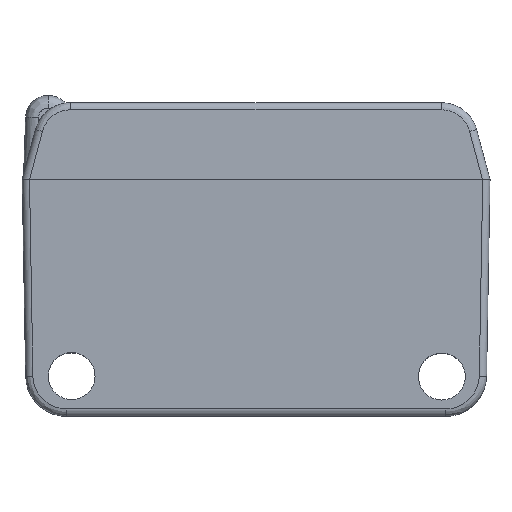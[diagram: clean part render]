
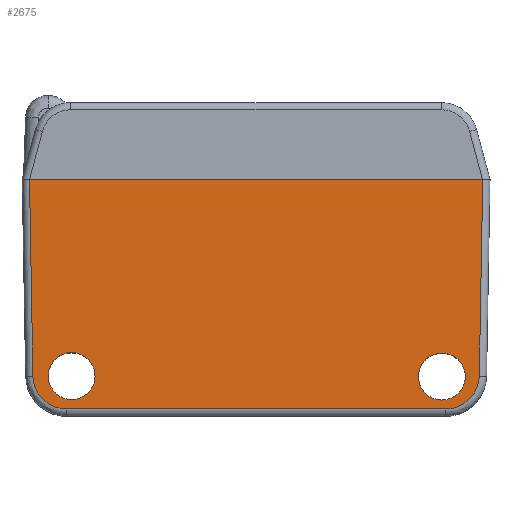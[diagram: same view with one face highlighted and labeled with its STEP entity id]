
A CAD part, top view. The second image highlights one B-rep face of the part: STEP entity #2675.
In plain terms, the highlighted planar face has unit normal (0, 0, 1).
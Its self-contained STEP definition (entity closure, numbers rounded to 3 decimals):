
#257 = VECTOR ( 'NONE', #17862, 1000. ) ;
#347 = CARTESIAN_POINT ( 'NONE',  ( 15.306, -13.44, 5.996 ) ) ;
#498 = CARTESIAN_POINT ( 'NONE',  ( -14.299, -13.443, 5.996 ) ) ;
#635 = ORIENTED_EDGE ( 'NONE', *, *, #7498, .F. ) ;
#702 = EDGE_LOOP ( 'NONE', ( #21359, #9263 ) ) ;
#766 = CARTESIAN_POINT ( 'NONE',  ( 12.733, -13.475, 5.996 ) ) ;
#775 = CARTESIAN_POINT ( 'NONE',  ( -15.584, 0.03, 5.996 ) ) ;
#1433 = CIRCLE ( 'NONE', #20760, 1.61 ) ;
#1506 = VERTEX_POINT ( 'NONE', #775 ) ;
#1912 = FACE_OUTER_BOUND ( 'NONE', #17585, .T. ) ;
#2067 = ORIENTED_EDGE ( 'NONE', *, *, #13019, .F. ) ;
#2096 = CARTESIAN_POINT ( 'NONE',  ( 15.283, -14.769, 5.996 ) ) ;
#2170 = EDGE_CURVE ( 'NONE', #9233, #12024, #2707, .T. ) ;
#2200 = DIRECTION ( 'NONE',  ( -1., 0., 0. ) ) ;
#2379 = CARTESIAN_POINT ( 'NONE',  ( 13.006, -15.7, 5.996 ) ) ;
#2507 = VECTOR ( 'NONE', #5964, 1000. ) ;
#2616 = VERTEX_POINT ( 'NONE', #12044 ) ;
#2675 = ADVANCED_FACE ( 'NONE', ( #3192, #6303, #1912 ), #5508, .F. ) ;
#2707 = CIRCLE ( 'NONE', #11245, 1.615 ) ;
#2872 = CARTESIAN_POINT ( 'NONE',  ( 15.541, 0.03, 5.996 ) ) ;
#3192 = FACE_BOUND ( 'NONE', #702, .T. ) ;
#3217 = DIRECTION ( 'NONE',  ( -1., 0., 0. ) ) ;
#3273 = EDGE_CURVE ( 'NONE', #2616, #15205, #18489, .T. ) ;
#3474 = AXIS2_PLACEMENT_3D ( 'NONE', #766, #18870, #19085 ) ;
#3528 =( BOUNDED_CURVE ( )  B_SPLINE_CURVE ( 3, ( #18659, #17047, #7209, #20402 ),
 .UNSPECIFIED., .F., .F. ) 
 B_SPLINE_CURVE_WITH_KNOTS ( ( 4, 4 ),
 ( 0., 1. ),
 .UNSPECIFIED. ) 
 CURVE ( )  GEOMETRIC_REPRESENTATION_ITEM ( )  RATIONAL_B_SPLINE_CURVE ( ( 1., 0.809, 0.809, 1. ) ) 
 REPRESENTATION_ITEM ( '' )  );
#3830 = DIRECTION ( 'NONE',  ( -0.017, 1., 0. ) ) ;
#5297 = DIRECTION ( 'NONE',  ( 0., 0., -1. ) ) ;
#5320 = CARTESIAN_POINT ( 'NONE',  ( 13.006, -15.7, 5.996 ) ) ;
#5500 = VERTEX_POINT ( 'NONE', #6110 ) ;
#5508 = PLANE ( 'NONE',  #8500 ) ;
#5755 = CARTESIAN_POINT ( 'NONE',  ( -12.689, -13.443, 5.996 ) ) ;
#5835 = VERTEX_POINT ( 'NONE', #11191 ) ;
#5964 = DIRECTION ( 'NONE',  ( -0.017, -1., 0. ) ) ;
#6110 = CARTESIAN_POINT ( 'NONE',  ( -15.349, -13.44, 5.996 ) ) ;
#6303 = FACE_BOUND ( 'NONE', #14434, .T. ) ;
#6556 = CARTESIAN_POINT ( 'NONE',  ( 12.733, -13.475, 5.996 ) ) ;
#6974 = VECTOR ( 'NONE', #3830, 1000. ) ;
#7145 = DIRECTION ( 'NONE',  ( -1., 0., 0. ) ) ;
#7209 = CARTESIAN_POINT ( 'NONE',  ( -15.326, -14.769, 5.996 ) ) ;
#7464 = VERTEX_POINT ( 'NONE', #8791 ) ;
#7498 = EDGE_CURVE ( 'NONE', #5500, #1506, #15800, .T. ) ;
#7544 = CARTESIAN_POINT ( 'NONE',  ( 14.335, -15.7, 5.996 ) ) ;
#7616 = DIRECTION ( 'NONE',  ( 0., 0., 1. ) ) ;
#7928 = DIRECTION ( 'NONE',  ( -1., 0., 0. ) ) ;
#8500 = AXIS2_PLACEMENT_3D ( 'NONE', #18595, #5297, #7145 ) ;
#8695 = EDGE_CURVE ( 'NONE', #5835, #5500, #3528, .T. ) ;
#8791 = CARTESIAN_POINT ( 'NONE',  ( 15.541, 0.03, 5.996 ) ) ;
#9018 = EDGE_CURVE ( 'NONE', #1506, #7464, #19993, .T. ) ;
#9233 = VERTEX_POINT ( 'NONE', #9821 ) ;
#9263 = ORIENTED_EDGE ( 'NONE', *, *, #3273, .F. ) ;
#9582 = ORIENTED_EDGE ( 'NONE', *, *, #10112, .F. ) ;
#9821 = CARTESIAN_POINT ( 'NONE',  ( 14.348, -13.475, 5.996 ) ) ;
#10012 = VERTEX_POINT ( 'NONE', #5320 ) ;
#10101 = ORIENTED_EDGE ( 'NONE', *, *, #19885, .F. ) ;
#10112 = EDGE_CURVE ( 'NONE', #11334, #10012, #16313, .T. ) ;
#10801 = ORIENTED_EDGE ( 'NONE', *, *, #17211, .F. ) ;
#11174 = CARTESIAN_POINT ( 'NONE',  ( 11.118, -13.475, 5.996 ) ) ;
#11189 = CARTESIAN_POINT ( 'NONE',  ( 16.054, 0.03, 5.996 ) ) ;
#11191 = CARTESIAN_POINT ( 'NONE',  ( -13.049, -15.7, 5.996 ) ) ;
#11245 = AXIS2_PLACEMENT_3D ( 'NONE', #6556, #11772, #3217 ) ;
#11334 = VERTEX_POINT ( 'NONE', #19867 ) ;
#11415 = AXIS2_PLACEMENT_3D ( 'NONE', #5755, #7616, #13909 ) ;
#11772 = DIRECTION ( 'NONE',  ( 0., 0., 1. ) ) ;
#11835 = ORIENTED_EDGE ( 'NONE', *, *, #8695, .F. ) ;
#12024 = VERTEX_POINT ( 'NONE', #11174 ) ;
#12044 = CARTESIAN_POINT ( 'NONE',  ( -11.08, -13.443, 5.996 ) ) ;
#12569 = CARTESIAN_POINT ( 'NONE',  ( 16.054, -15.7, 5.996 ) ) ;
#12848 = CARTESIAN_POINT ( 'NONE',  ( -12.689, -13.443, 5.996 ) ) ;
#12960 = ORIENTED_EDGE ( 'NONE', *, *, #2170, .F. ) ;
#13013 = LINE ( 'NONE', #12569, #20036 ) ;
#13019 = EDGE_CURVE ( 'NONE', #7464, #11334, #18064, .T. ) ;
#13909 = DIRECTION ( 'NONE',  ( -1., 0., 0. ) ) ;
#14434 = EDGE_LOOP ( 'NONE', ( #10101, #12960 ) ) ;
#15205 = VERTEX_POINT ( 'NONE', #498 ) ;
#15800 = LINE ( 'NONE', #17248, #6974 ) ;
#16313 =( BOUNDED_CURVE ( )  B_SPLINE_CURVE ( 3, ( #347, #2096, #7544, #2379 ),
 .UNSPECIFIED., .F., .F. ) 
 B_SPLINE_CURVE_WITH_KNOTS ( ( 4, 4 ),
 ( 0., 1. ),
 .UNSPECIFIED. ) 
 CURVE ( )  GEOMETRIC_REPRESENTATION_ITEM ( )  RATIONAL_B_SPLINE_CURVE ( ( 1., 0.809, 0.809, 1. ) ) 
 REPRESENTATION_ITEM ( '' )  );
#17047 = CARTESIAN_POINT ( 'NONE',  ( -14.378, -15.7, 5.996 ) ) ;
#17211 = EDGE_CURVE ( 'NONE', #10012, #5835, #13013, .T. ) ;
#17248 = CARTESIAN_POINT ( 'NONE',  ( -15.349, -13.44, 5.996 ) ) ;
#17351 = DIRECTION ( 'NONE',  ( 0., 0., 1. ) ) ;
#17585 = EDGE_LOOP ( 'NONE', ( #11835, #10801, #9582, #2067, #18470, #635 ) ) ;
#17862 = DIRECTION ( 'NONE',  ( 1., 0., 0. ) ) ;
#18064 = LINE ( 'NONE', #2872, #2507 ) ;
#18095 = CIRCLE ( 'NONE', #3474, 1.615 ) ;
#18470 = ORIENTED_EDGE ( 'NONE', *, *, #9018, .F. ) ;
#18489 = CIRCLE ( 'NONE', #11415, 1.61 ) ;
#18595 = CARTESIAN_POINT ( 'NONE',  ( 16.054, -16.2, 5.996 ) ) ;
#18659 = CARTESIAN_POINT ( 'NONE',  ( -13.049, -15.7, 5.996 ) ) ;
#18870 = DIRECTION ( 'NONE',  ( 0., 0., 1. ) ) ;
#19085 = DIRECTION ( 'NONE',  ( -1., 0., 0. ) ) ;
#19867 = CARTESIAN_POINT ( 'NONE',  ( 15.306, -13.44, 5.996 ) ) ;
#19885 = EDGE_CURVE ( 'NONE', #12024, #9233, #18095, .T. ) ;
#19993 = LINE ( 'NONE', #11189, #257 ) ;
#20036 = VECTOR ( 'NONE', #2200, 1000. ) ;
#20402 = CARTESIAN_POINT ( 'NONE',  ( -15.349, -13.44, 5.996 ) ) ;
#20760 = AXIS2_PLACEMENT_3D ( 'NONE', #12848, #17351, #7928 ) ;
#21101 = EDGE_CURVE ( 'NONE', #15205, #2616, #1433, .T. ) ;
#21359 = ORIENTED_EDGE ( 'NONE', *, *, #21101, .F. ) ;
